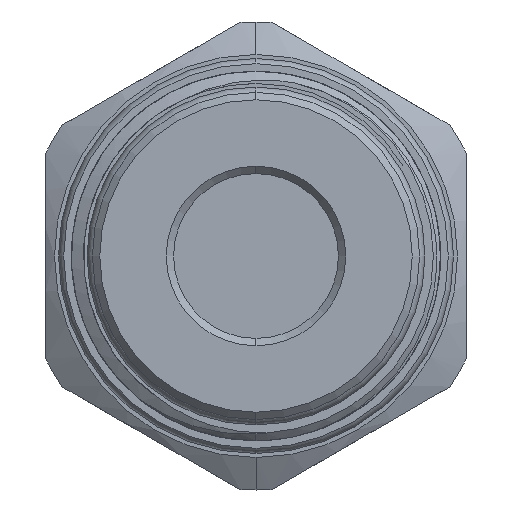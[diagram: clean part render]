
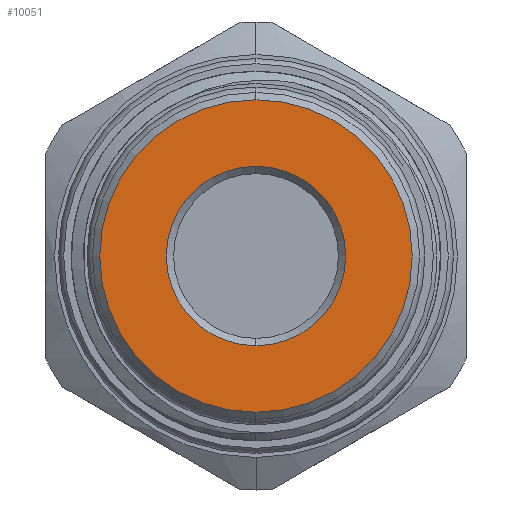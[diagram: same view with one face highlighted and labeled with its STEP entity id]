
A CAD part, left-side view. The second image highlights one B-rep face of the part: STEP entity #10051.
In plain terms, the highlighted planar face has unit normal (-1, 0, 0).
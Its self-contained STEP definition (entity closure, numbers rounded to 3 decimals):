
#617 = PLANE ( 'NONE',  #2567 ) ;
#619 = CARTESIAN_POINT ( 'NONE',  ( 0., 0., 0. ) ) ;
#624 = DIRECTION ( 'NONE',  ( 1., 0., 0. ) ) ;
#625 = DIRECTION ( 'NONE',  ( 0., 0., -1. ) ) ;
#1583 = CARTESIAN_POINT ( 'NONE',  ( 0., 0., 0. ) ) ;
#1584 = DIRECTION ( 'NONE',  ( 1., 0., 0. ) ) ;
#1585 = DIRECTION ( 'NONE',  ( 0., 0., -1. ) ) ;
#1796 = AXIS2_PLACEMENT_3D ( 'NONE', #1583, #1584, #1585 ) ;
#1918 = AXIS2_PLACEMENT_3D ( 'NONE', #4419, #4420, #4421 ) ;
#2567 = AXIS2_PLACEMENT_3D ( 'NONE', #619, #624, #625 ) ;
#3571 = CARTESIAN_POINT ( 'NONE',  ( 0., 0., 10.615 ) ) ;
#3646 = CARTESIAN_POINT ( 'NONE',  ( 0., 0., 6.1 ) ) ;
#3650 = CARTESIAN_POINT ( 'NONE',  ( 0., 0., -6.1 ) ) ;
#3798 = CARTESIAN_POINT ( 'NONE',  ( 0., 0., -10.615 ) ) ;
#4419 = CARTESIAN_POINT ( 'NONE',  ( 0., 0., 0. ) ) ;
#4420 = DIRECTION ( 'NONE',  ( 1., 0., 0. ) ) ;
#4421 = DIRECTION ( 'NONE',  ( 0., 0., -1. ) ) ;
#4628 = AXIS2_PLACEMENT_3D ( 'NONE', #8832, #8833, #8834 ) ;
#4630 = AXIS2_PLACEMENT_3D ( 'NONE', #8826, #8827, #8828 ) ;
#4705 = EDGE_CURVE ( 'NONE', #8345, #8572, #10734, .T. ) ;
#4708 = EDGE_CURVE ( 'NONE', #8424, #8420, #10737, .T. ) ;
#5078 = EDGE_CURVE ( 'NONE', #8420, #8424, #10939, .T. ) ;
#7901 = ORIENTED_EDGE ( 'NONE', *, *, #5078, .T. ) ;
#7902 = ORIENTED_EDGE ( 'NONE', *, *, #4708, .T. ) ;
#7903 = ORIENTED_EDGE ( 'NONE', *, *, #14967, .F. ) ;
#7904 = ORIENTED_EDGE ( 'NONE', *, *, #4705, .F. ) ;
#8345 = VERTEX_POINT ( 'NONE', #3571 ) ;
#8420 = VERTEX_POINT ( 'NONE', #3646 ) ;
#8424 = VERTEX_POINT ( 'NONE', #3650 ) ;
#8572 = VERTEX_POINT ( 'NONE', #3798 ) ;
#8826 = CARTESIAN_POINT ( 'NONE',  ( 0., 0., 0. ) ) ;
#8827 = DIRECTION ( 'NONE',  ( 1., 0., 0. ) ) ;
#8828 = DIRECTION ( 'NONE',  ( 0., 0., -1. ) ) ;
#8832 = CARTESIAN_POINT ( 'NONE',  ( 0., 0., 0. ) ) ;
#8833 = DIRECTION ( 'NONE',  ( 1., 0., 0. ) ) ;
#8834 = DIRECTION ( 'NONE',  ( 0., 0., -1. ) ) ;
#10051 = ADVANCED_FACE ( 'NONE', ( #11459, #11463 ), #617, .F. ) ;
#10734 = CIRCLE ( 'NONE', #4630, 10.615 ) ;
#10737 = CIRCLE ( 'NONE', #4628, 6.1 ) ;
#10939 = CIRCLE ( 'NONE', #1796, 6.1 ) ;
#11459 = FACE_BOUND ( 'NONE', #13160, .T. ) ;
#11463 = FACE_OUTER_BOUND ( 'NONE', #13174, .T. ) ;
#11722 = CIRCLE ( 'NONE', #1918, 10.615 ) ;
#13160 = EDGE_LOOP ( 'NONE', ( #7901, #7902 ) ) ;
#13174 = EDGE_LOOP ( 'NONE', ( #7903, #7904 ) ) ;
#14967 = EDGE_CURVE ( 'NONE', #8572, #8345, #11722, .T. ) ;
